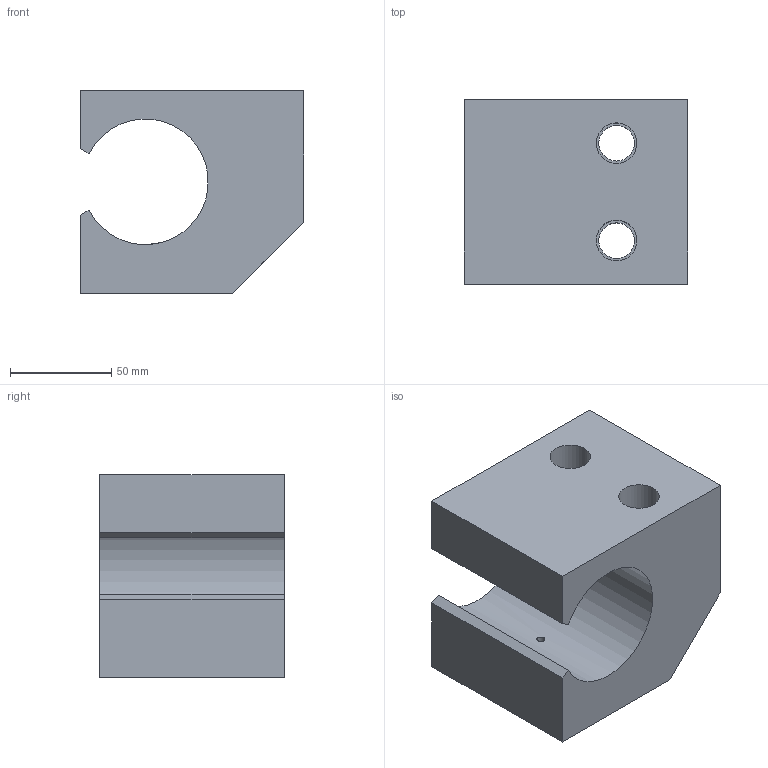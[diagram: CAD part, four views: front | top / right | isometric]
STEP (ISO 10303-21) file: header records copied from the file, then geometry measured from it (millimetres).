
FILE_DESCRIPTION( ( 'STEP AP214' ), '1' );
FILE_NAME( 'SGS-40.stp', '2010-08-02T13:15:46', ( ' ' ), ( ' ' ), 'XStep 1.0', ' ', ' ' );
FILE_SCHEMA( ( 'CONFIG_CONTROL_DESIGN) ( )' ) );
Length unit declared in the file: metre
Products named in the file (1): 1
Bounding box: 110 x 91 x 100 mm (x, y, z)
Volume: 592947.7 mm3; surface area: 75950.5 mm2
Topology: 1 solids, 1 shells, 24 faces, 58 edges, 39 vertices
Faces by surface type: plane 15, cylinder 9
Full cylindrical faces by diameter (mm): 4 x1, 8 x1, 17.5 x2, 20 x2, 26 x2
Entity records: 915 total; most frequent: CARTESIAN_POINT 163, DIRECTION 115, ORIENTED_EDGE 94, EDGE_CURVE 47, AXIS2_PLACEMENT_3D 44, EDGE_LOOP 41, VERTEX_POINT 36, FACE_OUTER_BOUND 32
